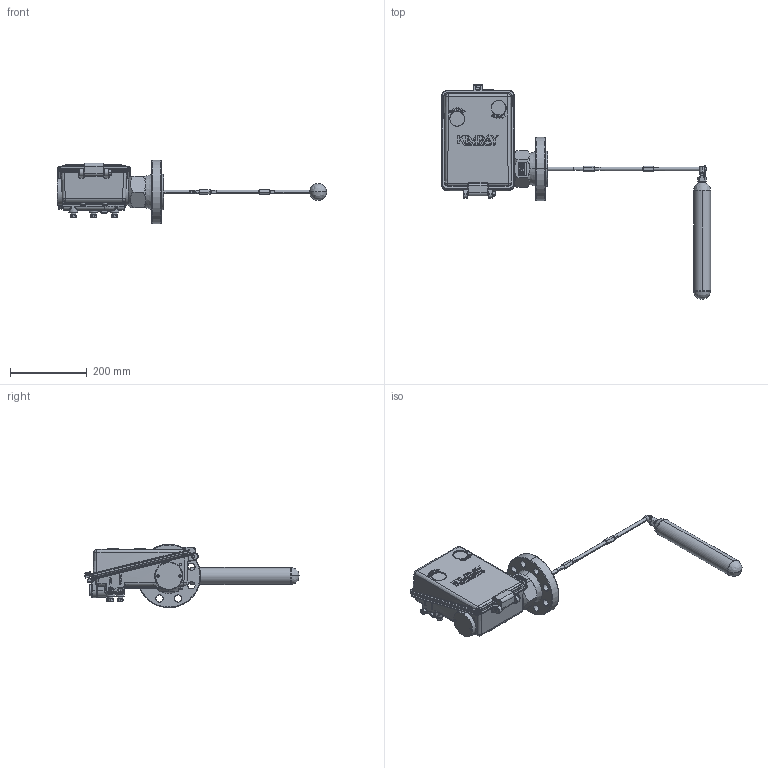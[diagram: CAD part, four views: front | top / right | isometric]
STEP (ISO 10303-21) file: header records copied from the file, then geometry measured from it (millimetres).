
FILE_DESCRIPTION (( 'STEP AP203' ), '1' );
FILE_NAME ('GEN II LEFT HAND (CML).STEP', '2017-02-09T19:36:08', ( 'PCTech' ), ( 'Microsoft' ), 'SwSTEP 2.0', 'SolidWorks 2016', '' );
FILE_SCHEMA (( 'CONFIG_CONTROL_DESIGN' ));
Length unit declared in the file: inch
Products named in the file (1): GEN II LEFT HAND (CML)
Bounding box: 701.61 x 558.82 x 165.1 mm (x, y, z)
Volume: 2259369.4 mm3; surface area: 600489.1 mm2
Topology: 8 solids, 18 shells, 5392 faces, 14417 edges, 9328 vertices
Faces by surface type: plane 2814, bspline 1291, cylinder 947, cone 340
Entity records: 261347 total; most frequent: CARTESIAN_POINT 142729, ORIENTED_EDGE 28658, DIRECTION 17868, EDGE_CURVE 14329, VERTEX_POINT 9328, VECTOR 6936, LINE 6936, EDGE_LOOP 5813
